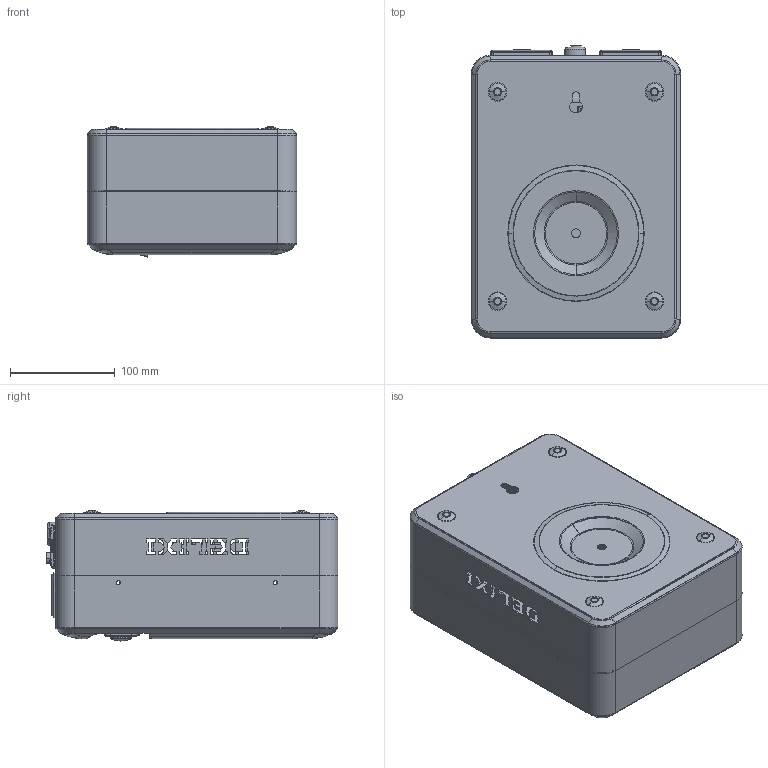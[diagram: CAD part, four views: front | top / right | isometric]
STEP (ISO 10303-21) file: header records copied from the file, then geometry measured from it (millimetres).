
FILE_DESCRIPTION((''),'2;1');
FILE_NAME('ASM0002_ASM','2017-04-06T',('Administrator'),(''),'PRO/ENGINEER BY PARAMETRIC TECHNOLOGY CORPORATION, 2008380','PRO/ENGINEER BY PARAMETRIC TECHNOLOGY CORPORATION, 2008380','');
FILE_SCHEMA(('CONFIG_CONTROL_DESIGN'));
Length unit declared in the file: millimetre
Products named in the file (12): PRT00000001; PRT00000002; PRT0003; MANIFOLD_SOLID_BREP_243; MANIFOLD_SOLID_BREP_244; MANIFOLD_SOLID_BREP_242; PRT0005; PRT0006; SHU_MA_XIANG_SI; PRT0004; 1111111111; ASM0002_ASM
Assembly tree (15 placements, depth 2):
  ASM0002_ASM
    PRT00000001
    PRT00000002
    PRT0003  x2
    MANIFOLD_SOLID_BREP_243  x2
    MANIFOLD_SOLID_BREP_244  x2
    MANIFOLD_SOLID_BREP_242  x2
    PRT0005
    PRT0006
    SHU_MA_XIANG_SI
    PRT0004
    1111111111
Bounding box: 200 x 279 x 124.25 mm (x, y, z)
Volume: 378956.9 mm3; surface area: 535519.5 mm2
Topology: 17 solids, 17 shells, 3159 faces, 8421 edges, 5365 vertices
Faces by surface type: plane 1873, cylinder 821, torus 190, bspline 147, cone 92, sphere 28, extrusion 8
Entity records: 70363 total; most frequent: CARTESIAN_POINT 18217, ORIENTED_EDGE 11050, DIRECTION 10495, EDGE_CURVE 5525, VECTOR 3753, LINE 3749, VERTEX_POINT 3528, AXIS2_PLACEMENT_3D 3371
